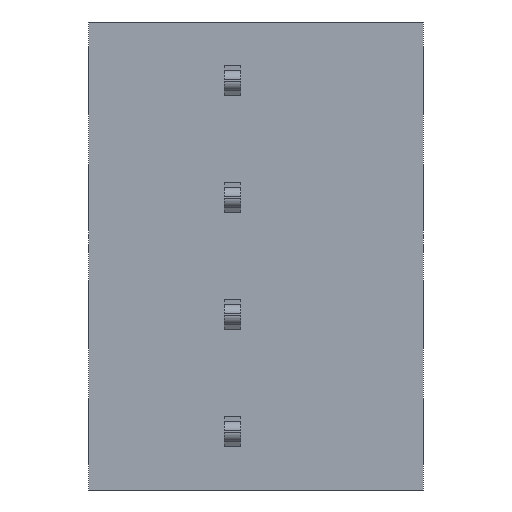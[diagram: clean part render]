
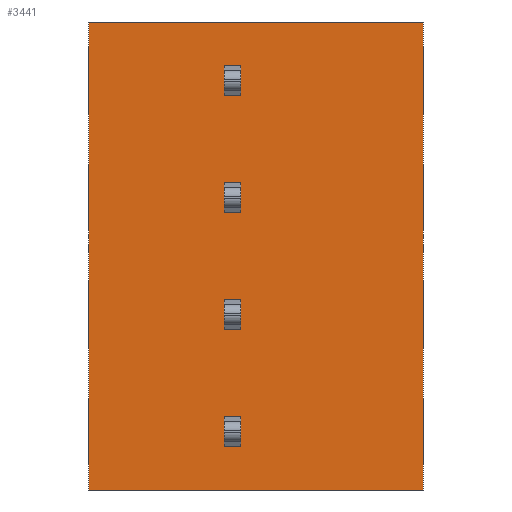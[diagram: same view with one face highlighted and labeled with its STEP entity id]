
A CAD part, front view. The second image highlights one B-rep face of the part: STEP entity #3441.
In plain terms, the highlighted planar face has unit normal (0, -1, 0).
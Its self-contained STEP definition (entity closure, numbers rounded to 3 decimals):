
#30=DIRECTION('',(1.,0.,0.));
#31=VECTOR('',#30,10.);
#32=CARTESIAN_POINT('',(-5.,-4.75,-12.25));
#33=LINE('',#32,#31);
#99=DIRECTION('',(0.,0.,1.));
#100=VECTOR('',#99,14.);
#101=CARTESIAN_POINT('',(5.,-4.75,-12.25));
#102=LINE('',#101,#100);
#167=DIRECTION('',(0.,0.,1.));
#168=VECTOR('',#167,14.);
#169=CARTESIAN_POINT('',(-5.,-4.75,-12.25));
#170=LINE('',#169,#168);
#171=DIRECTION('',(0.,0.,1.));
#172=VECTOR('',#171,0.9);
#173=CARTESIAN_POINT('',(-0.45,-4.75,-0.45));
#174=LINE('',#173,#172);
#175=DIRECTION('',(-1.,0.,0.));
#176=VECTOR('',#175,0.5);
#177=CARTESIAN_POINT('',(-0.45,-4.75,0.45));
#178=LINE('',#177,#176);
#179=DIRECTION('',(0.,0.,1.));
#180=VECTOR('',#179,0.9);
#181=CARTESIAN_POINT('',(-0.95,-4.75,-0.45));
#182=LINE('',#181,#180);
#183=DIRECTION('',(-1.,0.,0.));
#184=VECTOR('',#183,0.5);
#185=CARTESIAN_POINT('',(-0.45,-4.75,-0.45));
#186=LINE('',#185,#184);
#187=DIRECTION('',(0.,0.,1.));
#188=VECTOR('',#187,0.9);
#189=CARTESIAN_POINT('',(-0.45,-4.75,-3.95));
#190=LINE('',#189,#188);
#191=DIRECTION('',(-1.,0.,0.));
#192=VECTOR('',#191,0.5);
#193=CARTESIAN_POINT('',(-0.45,-4.75,-3.05));
#194=LINE('',#193,#192);
#195=DIRECTION('',(0.,0.,1.));
#196=VECTOR('',#195,0.9);
#197=CARTESIAN_POINT('',(-0.95,-4.75,-3.95));
#198=LINE('',#197,#196);
#199=DIRECTION('',(-1.,0.,0.));
#200=VECTOR('',#199,0.5);
#201=CARTESIAN_POINT('',(-0.45,-4.75,-3.95));
#202=LINE('',#201,#200);
#203=DIRECTION('',(0.,0.,1.));
#204=VECTOR('',#203,0.9);
#205=CARTESIAN_POINT('',(-0.45,-4.75,-7.45));
#206=LINE('',#205,#204);
#207=DIRECTION('',(-1.,0.,0.));
#208=VECTOR('',#207,0.5);
#209=CARTESIAN_POINT('',(-0.45,-4.75,-6.55));
#210=LINE('',#209,#208);
#211=DIRECTION('',(0.,0.,1.));
#212=VECTOR('',#211,0.9);
#213=CARTESIAN_POINT('',(-0.95,-4.75,-7.45));
#214=LINE('',#213,#212);
#215=DIRECTION('',(-1.,0.,0.));
#216=VECTOR('',#215,0.5);
#217=CARTESIAN_POINT('',(-0.45,-4.75,-7.45));
#218=LINE('',#217,#216);
#219=DIRECTION('',(0.,0.,1.));
#220=VECTOR('',#219,0.9);
#221=CARTESIAN_POINT('',(-0.45,-4.75,-10.95));
#222=LINE('',#221,#220);
#223=DIRECTION('',(-1.,0.,0.));
#224=VECTOR('',#223,0.5);
#225=CARTESIAN_POINT('',(-0.45,-4.75,-10.05));
#226=LINE('',#225,#224);
#227=DIRECTION('',(0.,0.,1.));
#228=VECTOR('',#227,0.9);
#229=CARTESIAN_POINT('',(-0.95,-4.75,-10.95));
#230=LINE('',#229,#228);
#231=DIRECTION('',(-1.,0.,0.));
#232=VECTOR('',#231,0.5);
#233=CARTESIAN_POINT('',(-0.45,-4.75,-10.95));
#234=LINE('',#233,#232);
#372=DIRECTION('',(1.,0.,0.));
#373=VECTOR('',#372,10.);
#374=CARTESIAN_POINT('',(-5.,-4.75,1.75));
#375=LINE('',#374,#373);
#2469=CARTESIAN_POINT('',(-5.,-4.75,-12.25));
#2470=VERTEX_POINT('',#2469);
#2471=CARTESIAN_POINT('',(5.,-4.75,-12.25));
#2472=VERTEX_POINT('',#2471);
#2487=CARTESIAN_POINT('',(-5.,-4.75,1.75));
#2488=VERTEX_POINT('',#2487);
#2489=CARTESIAN_POINT('',(5.,-4.75,1.75));
#2490=VERTEX_POINT('',#2489);
#2601=CARTESIAN_POINT('',(-0.45,-4.75,-0.45));
#2602=CARTESIAN_POINT('',(-0.45,-4.75,0.45));
#2603=VERTEX_POINT('',#2601);
#2604=VERTEX_POINT('',#2602);
#2605=CARTESIAN_POINT('',(-0.95,-4.75,-0.45));
#2606=CARTESIAN_POINT('',(-0.95,-4.75,0.45));
#2607=VERTEX_POINT('',#2605);
#2608=VERTEX_POINT('',#2606);
#2633=CARTESIAN_POINT('',(-0.45,-4.75,-3.95));
#2634=CARTESIAN_POINT('',(-0.45,-4.75,-3.05));
#2635=VERTEX_POINT('',#2633);
#2636=VERTEX_POINT('',#2634);
#2637=CARTESIAN_POINT('',(-0.95,-4.75,-3.95));
#2638=CARTESIAN_POINT('',(-0.95,-4.75,-3.05));
#2639=VERTEX_POINT('',#2637);
#2640=VERTEX_POINT('',#2638);
#2919=CARTESIAN_POINT('',(-0.45,-4.75,-7.45));
#2920=CARTESIAN_POINT('',(-0.45,-4.75,-6.55));
#2921=VERTEX_POINT('',#2919);
#2922=VERTEX_POINT('',#2920);
#2923=CARTESIAN_POINT('',(-0.95,-4.75,-7.45));
#2924=CARTESIAN_POINT('',(-0.95,-4.75,-6.55));
#2925=VERTEX_POINT('',#2923);
#2926=VERTEX_POINT('',#2924);
#3097=CARTESIAN_POINT('',(-0.45,-4.75,-10.95));
#3098=CARTESIAN_POINT('',(-0.45,-4.75,-10.05));
#3099=VERTEX_POINT('',#3097);
#3100=VERTEX_POINT('',#3098);
#3101=CARTESIAN_POINT('',(-0.95,-4.75,-10.95));
#3102=CARTESIAN_POINT('',(-0.95,-4.75,-10.05));
#3103=VERTEX_POINT('',#3101);
#3104=VERTEX_POINT('',#3102);
#3388=CARTESIAN_POINT('',(-5.,-4.75,-12.25));
#3389=DIRECTION('',(0.,-1.,0.));
#3390=DIRECTION('',(1.,0.,0.));
#3391=AXIS2_PLACEMENT_3D('',#3388,#3389,#3390);
#3392=PLANE('',#3391);
#3393=ORIENTED_EDGE('',*,*,#3224,.F.);
#3395=ORIENTED_EDGE('',*,*,#3394,.T.);
#3397=ORIENTED_EDGE('',*,*,#3396,.T.);
#3398=ORIENTED_EDGE('',*,*,#3340,.F.);
#3399=EDGE_LOOP('',(#3393,#3395,#3397,#3398));
#3400=FACE_OUTER_BOUND('',#3399,.F.);
#3402=ORIENTED_EDGE('',*,*,#3401,.T.);
#3404=ORIENTED_EDGE('',*,*,#3403,.T.);
#3406=ORIENTED_EDGE('',*,*,#3405,.F.);
#3408=ORIENTED_EDGE('',*,*,#3407,.F.);
#3409=EDGE_LOOP('',(#3402,#3404,#3406,#3408));
#3410=FACE_BOUND('',#3409,.F.);
#3412=ORIENTED_EDGE('',*,*,#3411,.T.);
#3414=ORIENTED_EDGE('',*,*,#3413,.T.);
#3416=ORIENTED_EDGE('',*,*,#3415,.F.);
#3418=ORIENTED_EDGE('',*,*,#3417,.F.);
#3419=EDGE_LOOP('',(#3412,#3414,#3416,#3418));
#3420=FACE_BOUND('',#3419,.F.);
#3422=ORIENTED_EDGE('',*,*,#3421,.T.);
#3424=ORIENTED_EDGE('',*,*,#3423,.T.);
#3426=ORIENTED_EDGE('',*,*,#3425,.F.);
#3428=ORIENTED_EDGE('',*,*,#3427,.F.);
#3429=EDGE_LOOP('',(#3422,#3424,#3426,#3428));
#3430=FACE_BOUND('',#3429,.F.);
#3432=ORIENTED_EDGE('',*,*,#3431,.T.);
#3434=ORIENTED_EDGE('',*,*,#3433,.T.);
#3436=ORIENTED_EDGE('',*,*,#3435,.F.);
#3438=ORIENTED_EDGE('',*,*,#3437,.F.);
#3439=EDGE_LOOP('',(#3432,#3434,#3436,#3438));
#3440=FACE_BOUND('',#3439,.F.);
#3224=EDGE_CURVE('',#2470,#2472,#33,.T.);
#3340=EDGE_CURVE('',#2472,#2490,#102,.T.);
#3394=EDGE_CURVE('',#2470,#2488,#170,.T.);
#3396=EDGE_CURVE('',#2488,#2490,#375,.T.);
#3401=EDGE_CURVE('',#2603,#2604,#174,.T.);
#3403=EDGE_CURVE('',#2604,#2608,#178,.T.);
#3405=EDGE_CURVE('',#2607,#2608,#182,.T.);
#3407=EDGE_CURVE('',#2603,#2607,#186,.T.);
#3411=EDGE_CURVE('',#2635,#2636,#190,.T.);
#3413=EDGE_CURVE('',#2636,#2640,#194,.T.);
#3415=EDGE_CURVE('',#2639,#2640,#198,.T.);
#3417=EDGE_CURVE('',#2635,#2639,#202,.T.);
#3421=EDGE_CURVE('',#2921,#2922,#206,.T.);
#3423=EDGE_CURVE('',#2922,#2926,#210,.T.);
#3425=EDGE_CURVE('',#2925,#2926,#214,.T.);
#3427=EDGE_CURVE('',#2921,#2925,#218,.T.);
#3431=EDGE_CURVE('',#3099,#3100,#222,.T.);
#3433=EDGE_CURVE('',#3100,#3104,#226,.T.);
#3435=EDGE_CURVE('',#3103,#3104,#230,.T.);
#3437=EDGE_CURVE('',#3099,#3103,#234,.T.);
#3441=ADVANCED_FACE('',(#3400,#3410,#3420,#3430,#3440),#3392,.T.);
